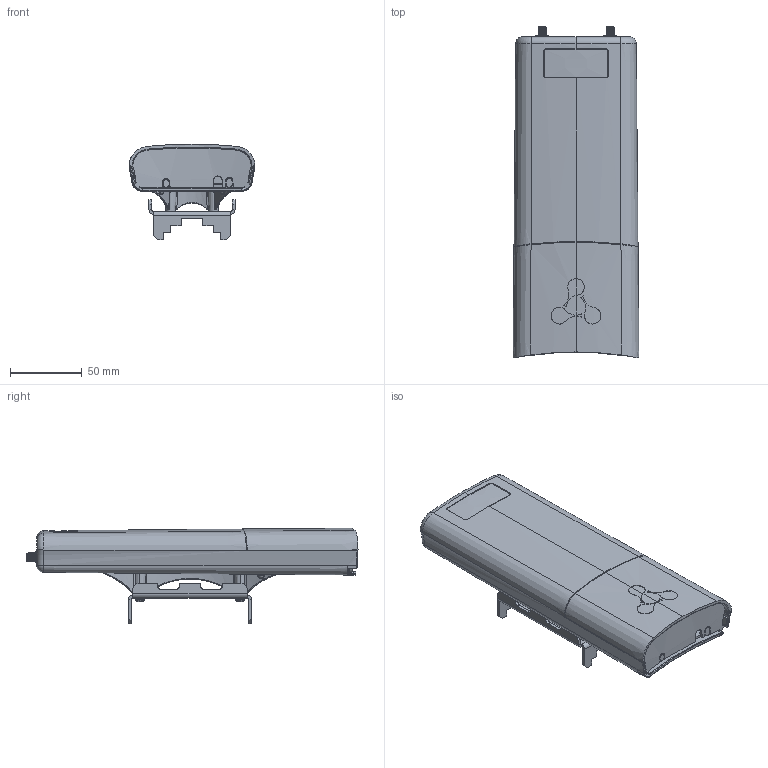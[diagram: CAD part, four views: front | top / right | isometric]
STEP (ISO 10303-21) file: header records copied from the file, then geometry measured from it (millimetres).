
FILE_DESCRIPTION (( 'STEP AP214' ), '1' );
FILE_NAME ('_WOP2L.STEP', '2021-07-15T07:31:11', ( '' ), ( '' ), 'SwSTEP 2.0', 'SolidWorks 2018', '' );
FILE_SCHEMA (( 'AUTOMOTIVE_DESIGN' ));
Length unit declared in the file: millimetre
Products named in the file (4): WOP-2AC-LR5.007; _WOP2L; Fan screw M4-18-11_Fan screw M4-18-11; 2_WOP-2L (1v0) 捘
Assembly tree (6 placements, depth 2):
  _WOP2L
    Fan screw M4-18-11_Fan screw M4-18-11  x4
    WOP-2AC-LR5.007
    2_WOP-2L (1v0) 捘
Bounding box: 87.87 x 231.58 x 66.9 mm (x, y, z)
Volume: 13898 mm3; surface area: 99116.4 mm2
Topology: 5 solids, 12 shells, 1308 faces, 3551 edges, 2272 vertices
Faces by surface type: plane 481, bspline 346, cylinder 265, cone 151, torus 55, sphere 10
Entity records: 124124 total; most frequent: CARTESIAN_POINT 87709, ORIENTED_EDGE 6302, DIRECTION 3832, EDGE_CURVE 3155, VERTEX_POINT 2023, AXIS2_PLACEMENT_3D 1318, EDGE_LOOP 1211, B_SPLINE_CURVE_WITH_KNOTS 1205
